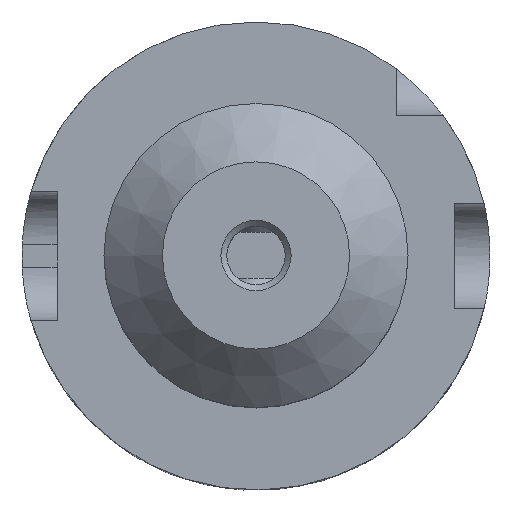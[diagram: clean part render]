
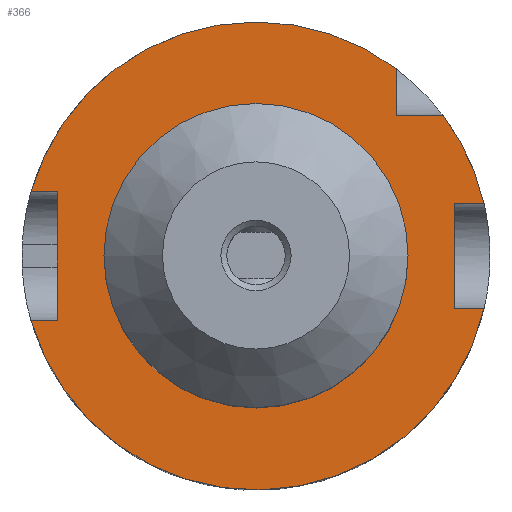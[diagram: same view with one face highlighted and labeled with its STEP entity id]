
A CAD part, top view. The second image highlights one B-rep face of the part: STEP entity #366.
In plain terms, the highlighted planar face has unit normal (0, 0, 1).
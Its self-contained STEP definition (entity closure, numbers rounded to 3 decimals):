
#108=FACE_BOUND('',#571,.T.);
#109=FACE_BOUND('',#572,.T.);
#143=PLANE('',#1702);
#230=LINE('',#2927,#295);
#231=LINE('',#2929,#296);
#232=LINE('',#2931,#297);
#233=LINE('',#2935,#298);
#234=LINE('',#2937,#299);
#235=LINE('',#2939,#300);
#236=LINE('',#2940,#301);
#237=LINE('',#2942,#302);
#295=VECTOR('',#1964,1.);
#296=VECTOR('',#1965,1.);
#297=VECTOR('',#1966,1.);
#298=VECTOR('',#1969,1.);
#299=VECTOR('',#1970,1.);
#300=VECTOR('',#1971,1.);
#301=VECTOR('',#1972,1.);
#302=VECTOR('',#1973,1.);
#366=ADVANCED_FACE('',(#108,#109),#143,.T.);
#571=EDGE_LOOP('',(#859,#860,#861,#862,#863,#864,#865,#866,#867,#868,#869));
#572=EDGE_LOOP('',(#870));
#657=CIRCLE('',#1631,20.);
#666=CIRCLE('',#1646,20.);
#694=CIRCLE('',#1699,13.);
#695=CIRCLE('',#1701,20.);
#859=ORIENTED_EDGE('',*,*,#1433,.F.);
#860=ORIENTED_EDGE('',*,*,#1434,.F.);
#861=ORIENTED_EDGE('',*,*,#1435,.F.);
#862=ORIENTED_EDGE('',*,*,#1436,.F.);
#863=ORIENTED_EDGE('',*,*,#1437,.F.);
#864=ORIENTED_EDGE('',*,*,#1438,.F.);
#865=ORIENTED_EDGE('',*,*,#1439,.F.);
#866=ORIENTED_EDGE('',*,*,#1351,.F.);
#867=ORIENTED_EDGE('',*,*,#1440,.F.);
#868=ORIENTED_EDGE('',*,*,#1441,.F.);
#869=ORIENTED_EDGE('',*,*,#1327,.F.);
#870=ORIENTED_EDGE('',*,*,#1432,.F.);
#1174=VERTEX_POINT('',#2208);
#1175=VERTEX_POINT('',#2210);
#1194=VERTEX_POINT('',#2345);
#1195=VERTEX_POINT('',#2347);
#1263=VERTEX_POINT('',#2925);
#1264=VERTEX_POINT('',#2928);
#1265=VERTEX_POINT('',#2930);
#1266=VERTEX_POINT('',#2932);
#1267=VERTEX_POINT('',#2934);
#1268=VERTEX_POINT('',#2936);
#1269=VERTEX_POINT('',#2938);
#1270=VERTEX_POINT('',#2941);
#1327=EDGE_CURVE('',#1174,#1175,#657,.T.);
#1351=EDGE_CURVE('',#1195,#1194,#666,.T.);
#1432=EDGE_CURVE('',#1263,#1263,#694,.T.);
#1433=EDGE_CURVE('',#1264,#1174,#230,.T.);
#1434=EDGE_CURVE('',#1265,#1264,#231,.T.);
#1435=EDGE_CURVE('',#1266,#1265,#232,.T.);
#1436=EDGE_CURVE('',#1267,#1266,#695,.T.);
#1437=EDGE_CURVE('',#1268,#1267,#233,.T.);
#1438=EDGE_CURVE('',#1269,#1268,#234,.T.);
#1439=EDGE_CURVE('',#1194,#1269,#235,.T.);
#1440=EDGE_CURVE('',#1270,#1195,#236,.T.);
#1441=EDGE_CURVE('',#1175,#1270,#237,.T.);
#1631=AXIS2_PLACEMENT_3D('',#2209,#1803,#1804);
#1646=AXIS2_PLACEMENT_3D('',#2348,#1838,#1839);
#1699=AXIS2_PLACEMENT_3D('',#2924,#1960,#1961);
#1701=AXIS2_PLACEMENT_3D('',#2933,#1967,#1968);
#1702=AXIS2_PLACEMENT_3D('',#2943,#1974,#1975);
#1803=DIRECTION('',(0.,0.,-1.));
#1804=DIRECTION('',(1.,0.,0.));
#1838=DIRECTION('',(0.,0.,-1.));
#1839=DIRECTION('',(1.,0.,0.));
#1960=DIRECTION('',(0.,0.,1.));
#1961=DIRECTION('',(-1.,0.,0.));
#1964=DIRECTION('',(-1.,0.,0.));
#1965=DIRECTION('',(0.,1.,0.));
#1966=DIRECTION('',(1.,0.,0.));
#1967=DIRECTION('',(0.,0.,-1.));
#1968=DIRECTION('',(1.,0.,0.));
#1969=DIRECTION('',(1.,0.,0.));
#1970=DIRECTION('',(0.,-1.,0.));
#1971=DIRECTION('',(-1.,0.,0.));
#1972=DIRECTION('',(1.,0.,0.));
#1973=DIRECTION('',(0.,-1.,0.));
#1974=DIRECTION('',(0.,0.,1.));
#1975=DIRECTION('',(1.,0.,0.));
#2208=CARTESIAN_POINT('',(-19.229,5.5,20.));
#2209=CARTESIAN_POINT('',(0.,0.,20.));
#2210=CARTESIAN_POINT('',(12.,16.,20.));
#2345=CARTESIAN_POINT('',(19.487,4.5,20.));
#2347=CARTESIAN_POINT('',(16.,12.,20.));
#2348=CARTESIAN_POINT('',(0.,0.,20.));
#2924=CARTESIAN_POINT('',(0.,0.,20.));
#2925=CARTESIAN_POINT('',(-13.,0.,20.));
#2927=CARTESIAN_POINT('',(0.,5.5,20.));
#2928=CARTESIAN_POINT('',(-17.,5.5,20.));
#2929=CARTESIAN_POINT('',(-17.,0.,20.));
#2930=CARTESIAN_POINT('',(-17.,-5.5,20.));
#2931=CARTESIAN_POINT('',(0.,-5.5,20.));
#2932=CARTESIAN_POINT('',(-19.229,-5.5,20.));
#2933=CARTESIAN_POINT('',(0.,0.,20.));
#2934=CARTESIAN_POINT('',(19.487,-4.5,20.));
#2935=CARTESIAN_POINT('',(0.,-4.5,20.));
#2936=CARTESIAN_POINT('',(17.,-4.5,20.));
#2937=CARTESIAN_POINT('',(17.,0.,20.));
#2938=CARTESIAN_POINT('',(17.,4.5,20.));
#2939=CARTESIAN_POINT('',(0.,4.5,20.));
#2940=CARTESIAN_POINT('',(0.,12.,20.));
#2941=CARTESIAN_POINT('',(12.,12.,20.));
#2942=CARTESIAN_POINT('',(12.,0.,20.));
#2943=CARTESIAN_POINT('',(0.,0.,20.));
